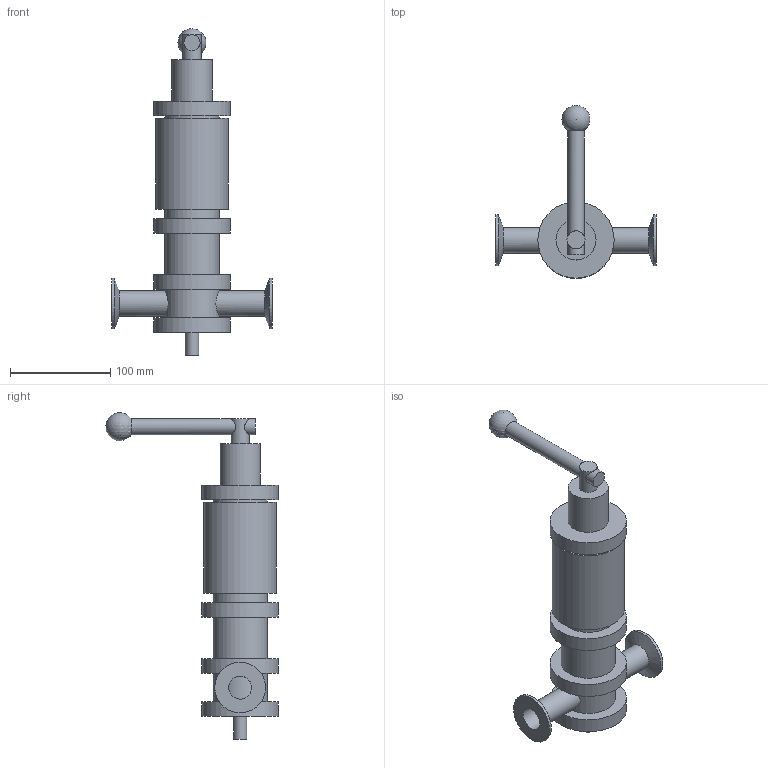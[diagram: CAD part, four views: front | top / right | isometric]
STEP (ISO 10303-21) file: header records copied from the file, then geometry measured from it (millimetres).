
FILE_DESCRIPTION(/* description */ (''),/* implementation_level */ '2;1');
FILE_NAME(/* name */ 'SVS2T06M_10_CXC.stp',/* time_stamp */ '2021-08-20T14:53:15+09:00',/* author */ ('nishioka'),/* organization */ (''),/* preprocessor_version */ 'ST-DEVELOPER v18.1',/* originating_system */ 'Autodesk Inventor 2021',/* authorisation */ '');
FILE_SCHEMA (('AUTOMOTIVE_DESIGN { 1 0 10303 214 3 1 1 }'));
Length unit declared in the file: millimetre
Products named in the file (1): SVS2T06M_10_CXC
Bounding box: 160 x 171.9 x 325.34 mm (x, y, z)
Volume: 937864.8 mm3; surface area: 111802.6 mm2
Topology: 1 solids, 1 shells, 41 faces, 77 edges, 51 vertices
Faces by surface type: cylinder 22, plane 16, cone 2, sphere 1
Full cylindrical faces by diameter (mm): 13.157 x1, 16 x2, 18 x1, 23 x2, 25.4 x2, 40 x1, 50.5 x2, 54 x4, 72 x1, 76 x4
Entity records: 1302 total; most frequent: CARTESIAN_POINT 423, DIRECTION 185, ORIENTED_EDGE 150, AXIS2_PLACEMENT_3D 81, EDGE_CURVE 75, EDGE_LOOP 56, VERTEX_POINT 51, FACE_OUTER_BOUND 41
